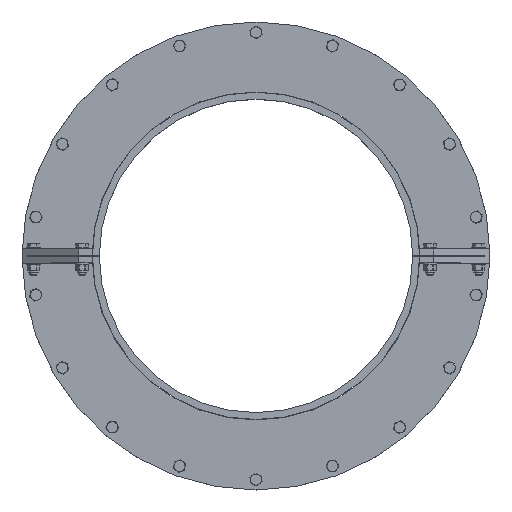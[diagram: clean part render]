
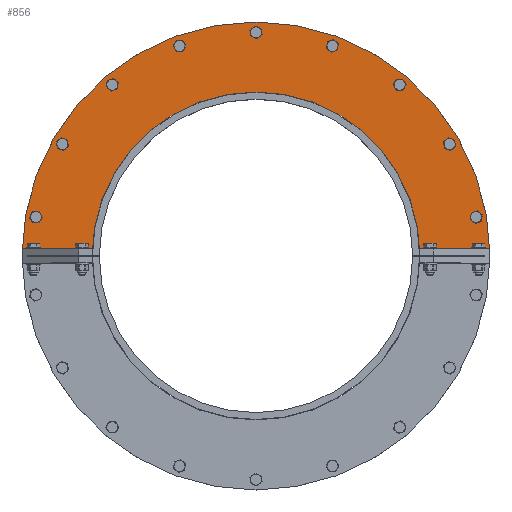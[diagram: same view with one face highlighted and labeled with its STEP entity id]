
A CAD part, top view. The second image highlights one B-rep face of the part: STEP entity #856.
In plain terms, the highlighted planar face has unit normal (0, 0, 1).
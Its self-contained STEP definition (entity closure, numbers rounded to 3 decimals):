
#404=CARTESIAN_POINT('',(337.5,0.2,10.0));
#405=VERTEX_POINT('',#404);
#414=CARTESIAN_POINT('',(236.5,0.2,10.0));
#415=VERTEX_POINT('',#414);
#416=CARTESIAN_POINT('',(236.5,0.2,10.0));
#417=DIRECTION('',(1.0,0.0,0.0));
#418=VECTOR('',#417,101.);
#419=LINE('',#416,#418);
#420=EDGE_CURVE('',#415,#405,#419,.T.);
#446=CARTESIAN_POINT('',(-337.5,0.2,10.0));
#447=VERTEX_POINT('',#446);
#462=CARTESIAN_POINT('',(-236.5,0.2,10.0));
#463=VERTEX_POINT('',#462);
#470=CARTESIAN_POINT('',(-337.5,0.2,10.0));
#471=DIRECTION('',(1.0,0.0,0.0));
#472=VECTOR('',#471,101.);
#473=LINE('',#470,#472);
#474=EDGE_CURVE('',#447,#463,#473,.T.);
#610=CARTESIAN_POINT('',(0.0,0.0,10.0));
#611=DIRECTION('',(0.0,0.0,-1.0));
#612=DIRECTION('',(-1.0,0.0,0.0));
#613=AXIS2_PLACEMENT_3D('',#610,#611,#612);
#614=CIRCLE('',#613,236.5);
#615=EDGE_CURVE('',#463,#415,#614,.T.);
#628=CARTESIAN_POINT('',(5.873,320.362,10.0));
#629=VERTEX_POINT('',#628);
#630=CARTESIAN_POINT('',(0.,322.5,10.0));
#631=DIRECTION('',(0.0,0.0,-1.0));
#632=DIRECTION('',(0.94,-0.342,0.0));
#633=AXIS2_PLACEMENT_3D('',#630,#631,#632);
#634=CIRCLE('',#633,6.25);
#635=EDGE_CURVE('',#629,#629,#634,.T.);
#648=CARTESIAN_POINT('',(115.089,299.033,10.0));
#649=VERTEX_POINT('',#648);
#650=CARTESIAN_POINT('',(110.301,303.051,10.0));
#651=DIRECTION('',(0.0,0.0,-1.0));
#652=DIRECTION('',(0.766,-0.643,0.0));
#653=AXIS2_PLACEMENT_3D('',#650,#651,#652);
#654=CIRCLE('',#653,6.25);
#655=EDGE_CURVE('',#649,#649,#654,.T.);
#668=CARTESIAN_POINT('',(210.424,241.637,10.0));
#669=VERTEX_POINT('',#668);
#670=CARTESIAN_POINT('',(207.299,247.049,10.0));
#671=DIRECTION('',(0.0,0.0,-1.0));
#672=DIRECTION('',(0.5,-0.866,0.0));
#673=AXIS2_PLACEMENT_3D('',#670,#671,#672);
#674=CIRCLE('',#673,6.25);
#675=EDGE_CURVE('',#669,#669,#674,.T.);
#688=CARTESIAN_POINT('',(280.378,155.095,10.0));
#689=VERTEX_POINT('',#688);
#690=CARTESIAN_POINT('',(279.293,161.25,10.0));
#691=DIRECTION('',(0.0,0.0,-1.0));
#692=DIRECTION('',(0.174,-0.985,0.0));
#693=AXIS2_PLACEMENT_3D('',#690,#691,#692);
#694=CIRCLE('',#693,6.25);
#695=EDGE_CURVE('',#689,#689,#694,.T.);
#708=CARTESIAN_POINT('',(316.515,49.846,10.0));
#709=VERTEX_POINT('',#708);
#710=CARTESIAN_POINT('',(317.601,56.002,10.0));
#711=DIRECTION('',(0.0,0.0,-1.0));
#712=DIRECTION('',(-0.174,-0.985,0.0));
#713=AXIS2_PLACEMENT_3D('',#710,#711,#712);
#714=CIRCLE('',#713,6.25);
#715=EDGE_CURVE('',#709,#709,#714,.T.);
#728=CARTESIAN_POINT('',(-314.476,61.414,10.0));
#729=VERTEX_POINT('',#728);
#730=CARTESIAN_POINT('',(-317.601,56.002,10.0));
#731=DIRECTION('',(0.0,0.0,-1.0));
#732=DIRECTION('',(0.5,0.866,0.0));
#733=AXIS2_PLACEMENT_3D('',#730,#731,#732);
#734=CIRCLE('',#733,6.25);
#735=EDGE_CURVE('',#729,#729,#734,.T.);
#748=CARTESIAN_POINT('',(-274.505,165.267,10.0));
#749=VERTEX_POINT('',#748);
#750=CARTESIAN_POINT('',(-279.293,161.25,10.0));
#751=DIRECTION('',(0.0,0.0,-1.0));
#752=DIRECTION('',(0.766,0.643,0.0));
#753=AXIS2_PLACEMENT_3D('',#750,#751,#752);
#754=CIRCLE('',#753,6.25);
#755=EDGE_CURVE('',#749,#749,#754,.T.);
#768=CARTESIAN_POINT('',(-201.426,249.187,10.0));
#769=VERTEX_POINT('',#768);
#770=CARTESIAN_POINT('',(-207.299,247.049,10.0));
#771=DIRECTION('',(0.0,0.0,-1.0));
#772=DIRECTION('',(0.94,0.342,0.0));
#773=AXIS2_PLACEMENT_3D('',#770,#771,#772);
#774=CIRCLE('',#773,6.25);
#775=EDGE_CURVE('',#769,#769,#774,.T.);
#788=CARTESIAN_POINT('',(-104.051,303.051,10.0));
#789=VERTEX_POINT('',#788);
#790=CARTESIAN_POINT('',(-110.301,303.051,10.0));
#791=DIRECTION('',(0.0,0.0,-1.0));
#792=DIRECTION('',(1.0,0.0,0.0));
#793=AXIS2_PLACEMENT_3D('',#790,#791,#792);
#794=CIRCLE('',#793,6.25);
#795=EDGE_CURVE('',#789,#789,#794,.T.);
#806=CARTESIAN_POINT('',(0.0,0.0,10.0));
#807=DIRECTION('',(0.0,0.0,-1.0));
#808=DIRECTION('',(-1.0,0.0,0.0));
#809=AXIS2_PLACEMENT_3D('',#806,#807,#808);
#810=CIRCLE('',#809,337.5);
#811=EDGE_CURVE('',#447,#405,#810,.T.);
#818=CARTESIAN_POINT('',(0.0,0.0,10.0));
#819=DIRECTION('',(0.0,0.0,-1.0));
#820=DIRECTION('',(-1.0,0.0,0.0));
#821=AXIS2_PLACEMENT_3D('',#818,#819,#820);
#822=PLANE('',#821);
#823=ORIENTED_EDGE('',*,*,#474,.T.);
#824=ORIENTED_EDGE('',*,*,#615,.T.);
#825=ORIENTED_EDGE('',*,*,#420,.T.);
#826=ORIENTED_EDGE('',*,*,#811,.F.);
#827=EDGE_LOOP('',(#823,#824,#825,#826));
#828=FACE_OUTER_BOUND('',#827,.T.);
#829=ORIENTED_EDGE('',*,*,#635,.T.);
#830=EDGE_LOOP('',(#829));
#831=FACE_BOUND('',#830,.T.);
#832=ORIENTED_EDGE('',*,*,#655,.T.);
#833=EDGE_LOOP('',(#832));
#834=FACE_BOUND('',#833,.T.);
#835=ORIENTED_EDGE('',*,*,#675,.T.);
#836=EDGE_LOOP('',(#835));
#837=FACE_BOUND('',#836,.T.);
#838=ORIENTED_EDGE('',*,*,#695,.T.);
#839=EDGE_LOOP('',(#838));
#840=FACE_BOUND('',#839,.T.);
#841=ORIENTED_EDGE('',*,*,#715,.T.);
#842=EDGE_LOOP('',(#841));
#843=FACE_BOUND('',#842,.T.);
#844=ORIENTED_EDGE('',*,*,#735,.T.);
#845=EDGE_LOOP('',(#844));
#846=FACE_BOUND('',#845,.T.);
#847=ORIENTED_EDGE('',*,*,#755,.T.);
#848=EDGE_LOOP('',(#847));
#849=FACE_BOUND('',#848,.T.);
#850=ORIENTED_EDGE('',*,*,#775,.T.);
#851=EDGE_LOOP('',(#850));
#852=FACE_BOUND('',#851,.T.);
#853=ORIENTED_EDGE('',*,*,#795,.T.);
#854=EDGE_LOOP('',(#853));
#855=FACE_BOUND('',#854,.T.);
#856=ADVANCED_FACE('',(#828,#831,#834,#837,#840,#843,#846,#849,#852,#855),#822,.F.);
